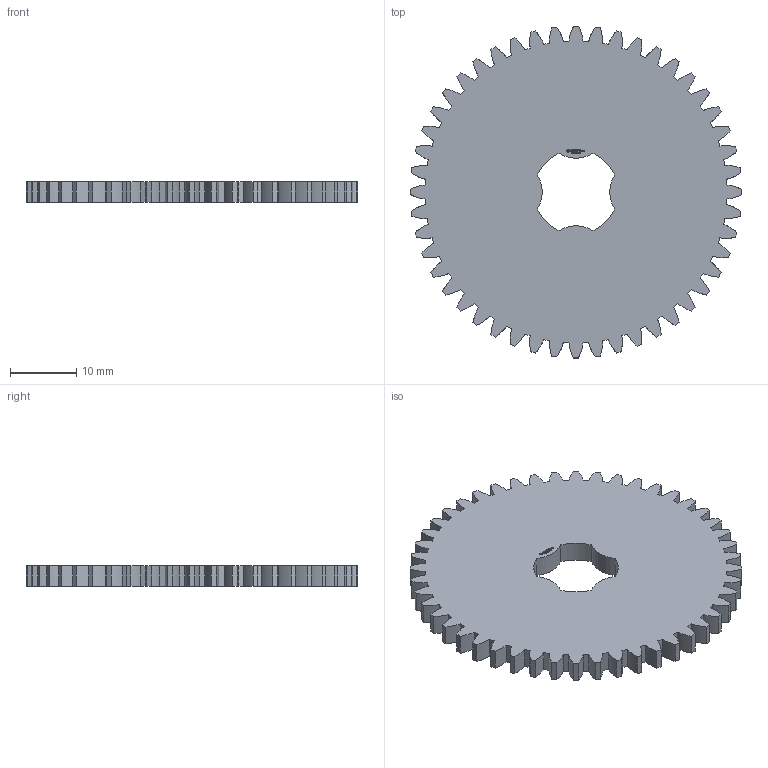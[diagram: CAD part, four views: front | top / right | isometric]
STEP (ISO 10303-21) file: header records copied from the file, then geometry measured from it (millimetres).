
FILE_DESCRIPTION(('FreeCAD Model'),'2;1');
FILE_NAME('Open CASCADE Shape Model','2024-03-10T17:59:02',(''),(''), 'Open CASCADE STEP processor 7.6','FreeCAD','Unknown');
FILE_SCHEMA(('AUTOMOTIVE_DESIGN { 1 0 10303 214 1 1 1 1 }'));
Products named in the file (1): Gear Wheel PLN TTH48 BU00.25 SFT-SHD - SPN-GWH-0169 (stemfie.org)
Bounding box: 49.99 x 49.99 x 3.12 mm (x, y, z)
Volume: 5273.9 mm3; surface area: 4459.9 mm2
Topology: 1 solids, 1 shells, 681 faces, 1944 edges, 1296 vertices
Faces by surface type: extrusion 356, plane 317, cylinder 8
Entity records: 61164 total; most frequent: CARTESIAN_POINT 20020, DIRECTION 5432, VECTOR 4732, LINE 4376, ORIENTED_EDGE 3888, PCURVE 3888, DEFINITIONAL_REPRESENTATION 3888, EDGE_CURVE 1944
